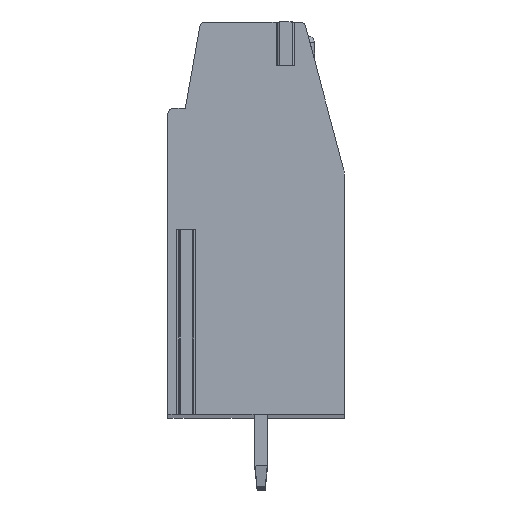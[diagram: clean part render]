
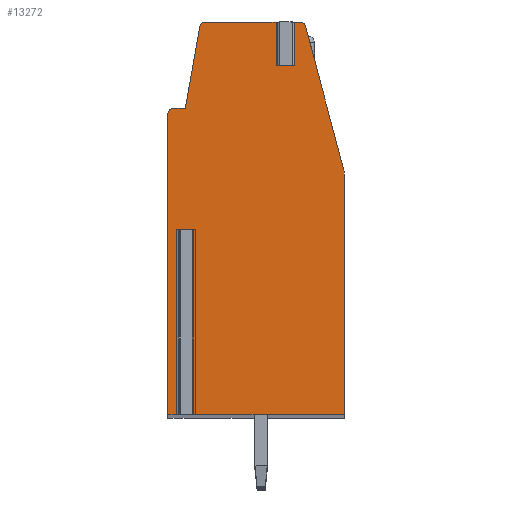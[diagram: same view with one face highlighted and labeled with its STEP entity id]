
A CAD part, top view. The second image highlights one B-rep face of the part: STEP entity #13272.
In plain terms, the highlighted planar face has unit normal (0, 0, 1).
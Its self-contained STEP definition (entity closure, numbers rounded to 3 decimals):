
#13=DIRECTION('',(-1.,0.,0.));
#14=VECTOR('',#13,0.743);
#15=CARTESIAN_POINT('',(-3.029,-0.55,104.14));
#16=LINE('',#15,#14);
#17=DIRECTION('',(0.,-1.,0.));
#18=VECTOR('',#17,9.);
#19=CARTESIAN_POINT('',(-3.771,-0.55,104.14));
#20=LINE('',#19,#18);
#21=DIRECTION('',(1.,0.,0.));
#22=VECTOR('',#21,0.529);
#23=CARTESIAN_POINT('',(-4.3,-9.55,104.14));
#24=LINE('',#23,#22);
#25=DIRECTION('',(0.,-1.,0.));
#26=VECTOR('',#25,14.6);
#27=CARTESIAN_POINT('',(-4.3,5.05,104.14));
#28=LINE('',#27,#26);
#29=CARTESIAN_POINT('',(-4.,5.05,104.14));
#30=DIRECTION('',(0.,0.,1.));
#31=DIRECTION('',(0.,1.,0.));
#32=AXIS2_PLACEMENT_3D('',#29,#30,#31);
#34=DIRECTION('',(-1.,0.,0.));
#35=VECTOR('',#34,0.558);
#36=CARTESIAN_POINT('',(-3.442,5.35,104.14));
#37=LINE('',#36,#35);
#38=DIRECTION('',(-0.174,-0.985,0.));
#39=VECTOR('',#38,4.013);
#40=CARTESIAN_POINT('',(-2.746,9.302,104.14));
#41=LINE('',#40,#39);
#42=CARTESIAN_POINT('',(-2.45,9.25,104.14));
#43=DIRECTION('',(0.,0.,1.));
#44=DIRECTION('',(0.,1.,0.));
#45=AXIS2_PLACEMENT_3D('',#42,#43,#44);
#47=DIRECTION('',(-1.,0.,0.));
#48=VECTOR('',#47,3.669);
#49=CARTESIAN_POINT('',(1.219,9.55,104.14));
#50=LINE('',#49,#48);
#51=DIRECTION('',(0.,-1.,0.));
#52=VECTOR('',#51,2.1);
#53=CARTESIAN_POINT('',(1.219,9.55,104.14));
#54=LINE('',#53,#52);
#55=DIRECTION('',(-1.,0.,0.));
#56=VECTOR('',#55,0.46);
#57=CARTESIAN_POINT('',(1.679,7.45,104.14));
#58=LINE('',#57,#56);
#59=DIRECTION('',(0.,-1.,0.));
#60=VECTOR('',#59,2.1);
#61=CARTESIAN_POINT('',(1.679,9.55,104.14));
#62=LINE('',#61,#60);
#63=DIRECTION('',(-1.,0.,0.));
#64=VECTOR('',#63,0.447);
#65=CARTESIAN_POINT('',(2.126,9.55,104.14));
#66=LINE('',#65,#64);
#67=CARTESIAN_POINT('',(2.126,9.25,104.14));
#68=DIRECTION('',(0.,0.,1.));
#69=DIRECTION('',(0.966,0.257,0.));
#70=AXIS2_PLACEMENT_3D('',#67,#68,#69);
#72=CARTESIAN_POINT('',(3.3,2.119,104.14));
#73=DIRECTION('',(0.,0.,1.));
#74=DIRECTION('',(1.,0.,0.));
#75=AXIS2_PLACEMENT_3D('',#72,#73,#74);
#77=DIRECTION('',(0.,1.,0.));
#78=VECTOR('',#77,11.669);
#79=CARTESIAN_POINT('',(4.3,-9.55,104.14));
#80=LINE('',#79,#78);
#81=DIRECTION('',(1.,0.,0.));
#82=VECTOR('',#81,7.329);
#83=CARTESIAN_POINT('',(-3.029,-9.55,104.14));
#84=LINE('',#83,#82);
#85=DIRECTION('',(0.,-1.,0.));
#86=VECTOR('',#85,9.);
#87=CARTESIAN_POINT('',(-3.029,-0.55,104.14));
#88=LINE('',#87,#86);
#587=DIRECTION('',(-0.257,0.966,0.));
#588=VECTOR('',#587,7.193);
#589=CARTESIAN_POINT('',(4.266,2.376,104.14));
#590=LINE('',#589,#588);
#10572=CARTESIAN_POINT('',(4.3,-9.55,104.14));
#10573=CARTESIAN_POINT('',(4.3,2.119,104.14));
#10574=VERTEX_POINT('',#10572);
#10575=VERTEX_POINT('',#10573);
#10576=CARTESIAN_POINT('',(4.266,2.376,104.14));
#10577=VERTEX_POINT('',#10576);
#10578=CARTESIAN_POINT('',(2.416,9.327,104.14));
#10579=CARTESIAN_POINT('',(2.126,9.55,104.14));
#10580=VERTEX_POINT('',#10578);
#10581=VERTEX_POINT('',#10579);
#10582=CARTESIAN_POINT('',(-2.45,9.55,104.14));
#10583=CARTESIAN_POINT('',(-2.746,9.302,104.14));
#10584=VERTEX_POINT('',#10582);
#10585=VERTEX_POINT('',#10583);
#10586=CARTESIAN_POINT('',(-3.442,5.35,104.14));
#10587=VERTEX_POINT('',#10586);
#10588=CARTESIAN_POINT('',(-4.,5.35,104.14));
#10589=VERTEX_POINT('',#10588);
#10590=CARTESIAN_POINT('',(-4.3,5.05,104.14));
#10591=VERTEX_POINT('',#10590);
#10592=CARTESIAN_POINT('',(-4.3,-9.55,104.14));
#10593=VERTEX_POINT('',#10592);
#10656=CARTESIAN_POINT('',(1.679,7.45,104.14));
#10657=CARTESIAN_POINT('',(1.219,7.45,104.14));
#10658=VERTEX_POINT('',#10656);
#10659=VERTEX_POINT('',#10657);
#10660=CARTESIAN_POINT('',(1.219,9.55,104.14));
#10661=VERTEX_POINT('',#10660);
#10662=CARTESIAN_POINT('',(1.679,9.55,104.14));
#10663=VERTEX_POINT('',#10662);
#10676=CARTESIAN_POINT('',(-3.029,-0.55,104.14));
#10677=CARTESIAN_POINT('',(-3.771,-0.55,104.14));
#10678=VERTEX_POINT('',#10676);
#10679=VERTEX_POINT('',#10677);
#10680=CARTESIAN_POINT('',(-3.029,-9.55,104.14));
#10681=VERTEX_POINT('',#10680);
#10682=CARTESIAN_POINT('',(-3.771,-9.55,104.14));
#10683=VERTEX_POINT('',#10682);
#13227=CARTESIAN_POINT('',(0.,0.,104.14));
#13228=DIRECTION('',(0.,0.,1.));
#13229=DIRECTION('',(1.,0.,0.));
#13230=AXIS2_PLACEMENT_3D('',#13227,#13228,#13229);
#13231=PLANE('',#13230);
#13233=ORIENTED_EDGE('',*,*,#13232,.T.);
#13235=ORIENTED_EDGE('',*,*,#13234,.T.);
#13237=ORIENTED_EDGE('',*,*,#13236,.F.);
#13239=ORIENTED_EDGE('',*,*,#13238,.F.);
#13241=ORIENTED_EDGE('',*,*,#13240,.F.);
#13243=ORIENTED_EDGE('',*,*,#13242,.F.);
#13245=ORIENTED_EDGE('',*,*,#13244,.F.);
#13247=ORIENTED_EDGE('',*,*,#13246,.F.);
#13249=ORIENTED_EDGE('',*,*,#13248,.F.);
#13251=ORIENTED_EDGE('',*,*,#13250,.T.);
#13253=ORIENTED_EDGE('',*,*,#13252,.F.);
#13255=ORIENTED_EDGE('',*,*,#13254,.F.);
#13257=ORIENTED_EDGE('',*,*,#13256,.F.);
#13259=ORIENTED_EDGE('',*,*,#13258,.F.);
#13261=ORIENTED_EDGE('',*,*,#13260,.F.);
#13263=ORIENTED_EDGE('',*,*,#13262,.F.);
#13265=ORIENTED_EDGE('',*,*,#13264,.F.);
#13267=ORIENTED_EDGE('',*,*,#13266,.F.);
#13269=ORIENTED_EDGE('',*,*,#13268,.F.);
#13270=EDGE_LOOP('',(#13233,#13235,#13237,#13239,#13241,#13243,#13245,#13247,
#13249,#13251,#13253,#13255,#13257,#13259,#13261,#13263,#13265,#13267,#13269));
#13271=FACE_OUTER_BOUND('',#13270,.F.);
#33=CIRCLE('',#32,0.3);
#46=CIRCLE('',#45,0.3);
#71=CIRCLE('',#70,0.3);
#76=CIRCLE('',#75,1.);
#13232=EDGE_CURVE('',#10678,#10679,#16,.T.);
#13234=EDGE_CURVE('',#10679,#10683,#20,.T.);
#13236=EDGE_CURVE('',#10593,#10683,#24,.T.);
#13238=EDGE_CURVE('',#10591,#10593,#28,.T.);
#13240=EDGE_CURVE('',#10589,#10591,#33,.T.);
#13242=EDGE_CURVE('',#10587,#10589,#37,.T.);
#13244=EDGE_CURVE('',#10585,#10587,#41,.T.);
#13246=EDGE_CURVE('',#10584,#10585,#46,.T.);
#13248=EDGE_CURVE('',#10661,#10584,#50,.T.);
#13250=EDGE_CURVE('',#10661,#10659,#54,.T.);
#13252=EDGE_CURVE('',#10658,#10659,#58,.T.);
#13254=EDGE_CURVE('',#10663,#10658,#62,.T.);
#13256=EDGE_CURVE('',#10581,#10663,#66,.T.);
#13258=EDGE_CURVE('',#10580,#10581,#71,.T.);
#13260=EDGE_CURVE('',#10577,#10580,#590,.T.);
#13262=EDGE_CURVE('',#10575,#10577,#76,.T.);
#13264=EDGE_CURVE('',#10574,#10575,#80,.T.);
#13266=EDGE_CURVE('',#10681,#10574,#84,.T.);
#13268=EDGE_CURVE('',#10678,#10681,#88,.T.);
#13272=ADVANCED_FACE('',(#13271),#13231,.T.);
